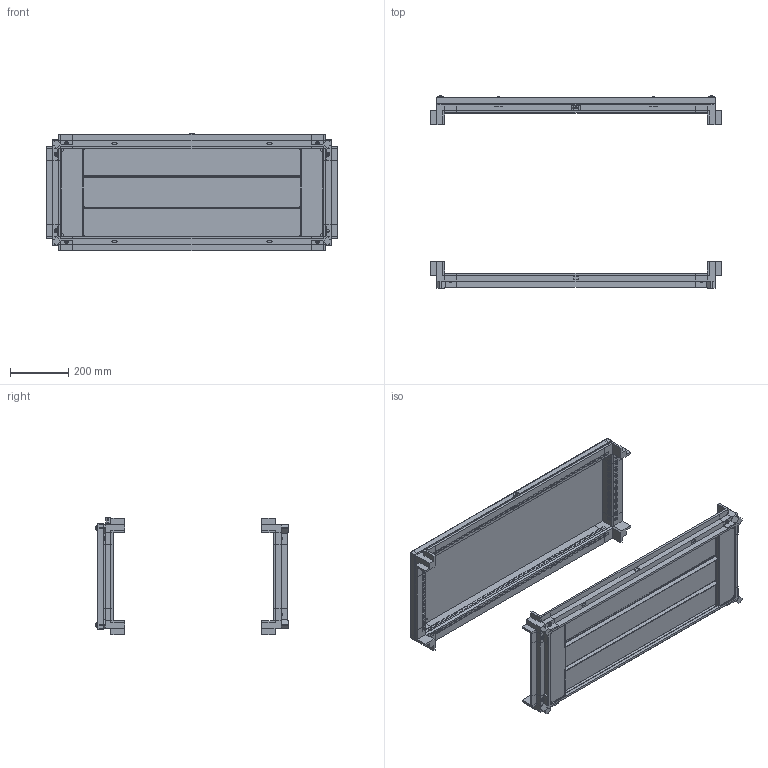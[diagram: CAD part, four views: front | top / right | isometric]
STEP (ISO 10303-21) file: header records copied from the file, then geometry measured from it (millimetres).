
FILE_DESCRIPTION (( 'STEP AP214' ), '1' );
FILE_NAME ('OKKTB1040.STEP', '2021-06-29T15:50:04', ( '' ), ( '' ), 'SwSTEP 2.0', 'SolidWorks 2021', '' );
FILE_SCHEMA (( 'AUTOMOTIVE_DESIGN' ));
Length unit declared in the file: inch
Products named in the file (1): OKKTB1040
Bounding box: 1000 x 662.81 x 403.7 mm (x, y, z)
Volume: 7817878 mm3; surface area: 2909564.5 mm2
Topology: 78 solids, 84 shells, 5167 faces, 12006 edges, 7885 vertices
Faces by surface type: plane 3905, cylinder 1031, cone 137, bspline 80, torus 14
Full cylindrical faces by diameter (mm): 0.25 x24, 3.9 x14, 4.25 x396, 4.917 x5, 4.92 x6, 5 x6, 6 x11, 7 x1, 7.5 x10, 8 x20, 8.2 x6, 9 x22, 10 x12, 12 x4, 14 x24, 20 x4
Entity records: 217220 total; most frequent: CARTESIAN_POINT 32686, DIRECTION 23273, ORIENTED_EDGE 22564, EDGE_CURVE 11282, LINE 8625, VECTOR 8625, VERTEX_POINT 7825, AXIS2_PLACEMENT_3D 7324
